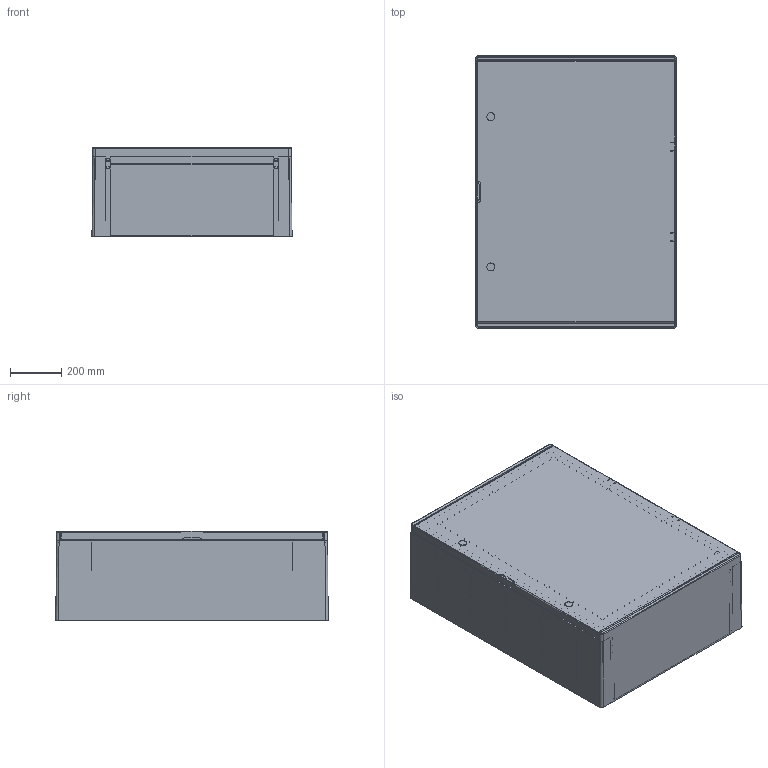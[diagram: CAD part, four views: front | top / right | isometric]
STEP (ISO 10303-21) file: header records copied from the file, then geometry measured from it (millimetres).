
FILE_DESCRIPTION((''),'2;1');
FILE_NAME('GW46007F_ASM','2020-10-09T11:03:10',('user'),('Axiro Italia'),'CREO PARAMETRIC BY PTC INC, 2020074','CREO PARAMETRIC BY PTC INC, 2020074','');
FILE_SCHEMA(('CONFIG_CONTROL_DESIGN'));
Length unit declared in the file: millimetre
Products named in the file (3): 55710198B2XX; 55710206C2XX_PORTA_CIECA_QP_7_G; GW46007F_ASM
Assembly tree (2 placements, depth 2):
  GW46007F_ASM
    55710198B2XX
    55710206C2XX_PORTA_CIECA_QP_7_G
Bounding box: 783.1 x 1066.11 x 352 mm (x, y, z)
Volume: 16379655.3 mm3; surface area: 7140898.5 mm2
Topology: 2 solids, 2 shells, 1228 faces, 3230 edges, 2144 vertices
Faces by surface type: plane 731, cone 256, cylinder 163, bspline 62, torus 8, extrusion 8
Entity records: 44418 total; most frequent: CARTESIAN_POINT 14565, ORIENTED_EDGE 6452, DIRECTION 5744, EDGE_CURVE 3226, VERTEX_POINT 2144, AXIS2_PLACEMENT_3D 1959, VECTOR 1826, LINE 1818
